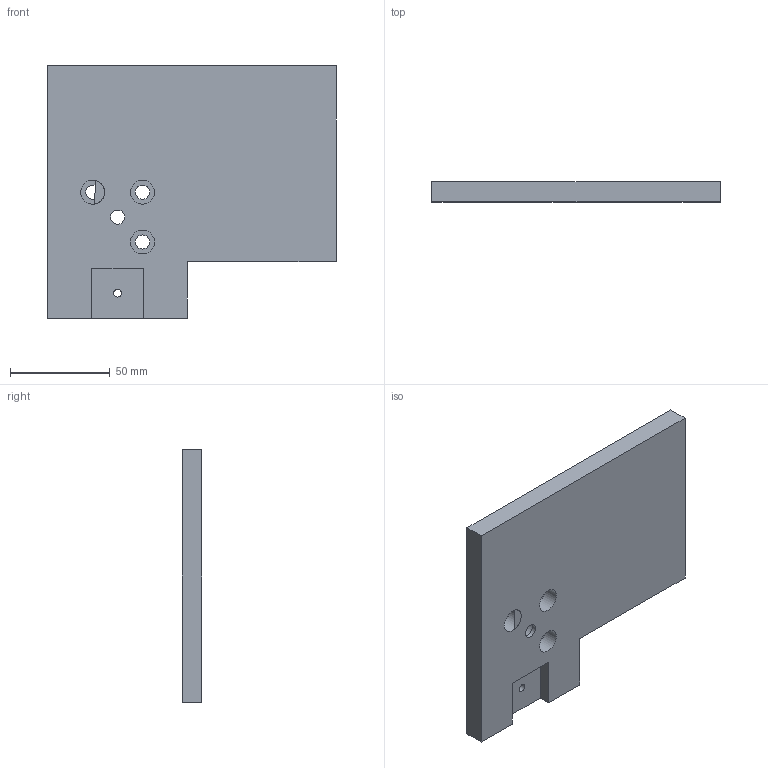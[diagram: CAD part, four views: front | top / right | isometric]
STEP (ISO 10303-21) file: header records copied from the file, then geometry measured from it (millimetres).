
FILE_DESCRIPTION(/* description */ (''),/* implementation_level */ '2;1');
FILE_NAME(/* name */ 'Plate Renewed Design #16_Plate.step',/* time_stamp */ '2024-06-17T20:48:40-04:00',/* author */ (''),/* organization */ (''),/* preprocessor_version */ 'ST-DEVELOPER v20',/* originating_system */ 'Autodesk Translation Framework v12.20.1.177',/* authorisation */ '');
FILE_SCHEMA (('AUTOMOTIVE_DESIGN { 1 0 10303 214 3 1 1 }'));
Length unit declared in the file: millimetre
Products named in the file (1): #868
Bounding box: 144.65 x 10.03 x 126.6 mm (x, y, z)
Volume: 154014.5 mm3; surface area: 39202.6 mm2
Topology: 2 solids, 2 shells, 28 faces, 64 edges, 44 vertices
Faces by surface type: plane 17, cylinder 10, bspline 1
Full cylindrical faces by diameter (mm): 3.95 x1, 7.1 x4, 12 x4
Entity records: 871 total; most frequent: CARTESIAN_POINT 150, DIRECTION 143, ORIENTED_EDGE 128, EDGE_CURVE 64, AXIS2_PLACEMENT_3D 51, VERTEX_POINT 44, EDGE_LOOP 42, LINE 41
